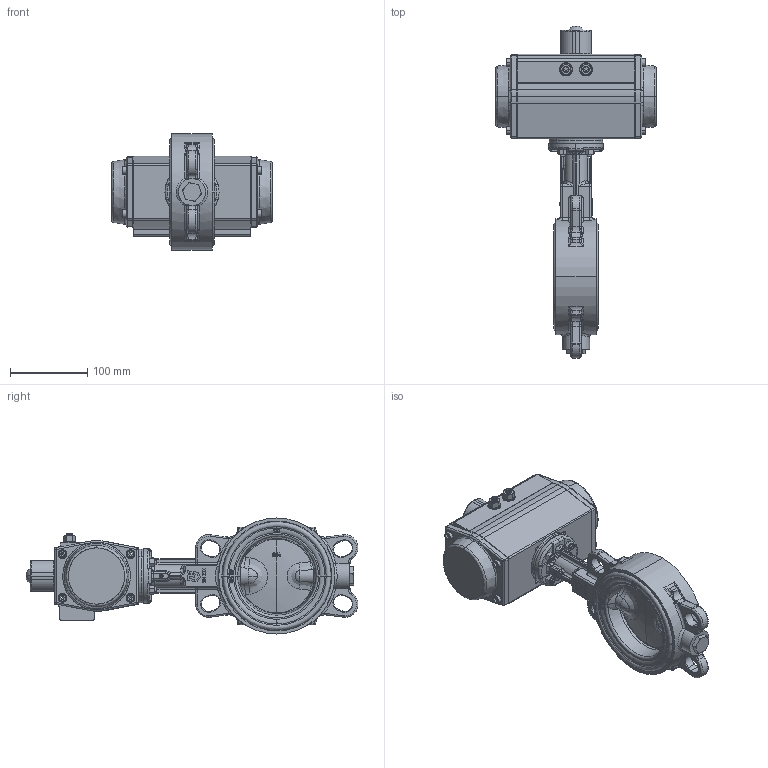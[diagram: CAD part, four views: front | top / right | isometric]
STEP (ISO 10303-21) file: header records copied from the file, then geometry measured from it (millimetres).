
FILE_DESCRIPTION (( 'STEP AP203' ), '1' );
FILE_NAME ('AK01_DN100_pneu..STEP', '2022-11-03T13:55:35', ( '' ), ( '' ), 'SwSTEP 2.0', 'SolidWorks 2021', '' );
FILE_SCHEMA (( 'CONFIG_CONTROL_DESIGN' ));
Products named in the file (1): AK01_DN100_pneu.
Bounding box: 208 x 429.14 x 150 mm (x, y, z)
Surface area: 228716.5 mm2 (no closed solid volume)
Topology: 0 solids, 400 shells, 1348 faces, 4983 edges, 3906 vertices
Faces by surface type: plane 439, cylinder 342, bspline 306, torus 149, cone 94, sphere 18
Entity records: 84661 total; most frequent: CARTESIAN_POINT 46166, DIRECTION 7168, ORIENTED_EDGE 7002, EDGE_CURVE 4926, VERTEX_POINT 3897, AXIS2_PLACEMENT_3D 2568, VECTOR 2032, LINE 2032
